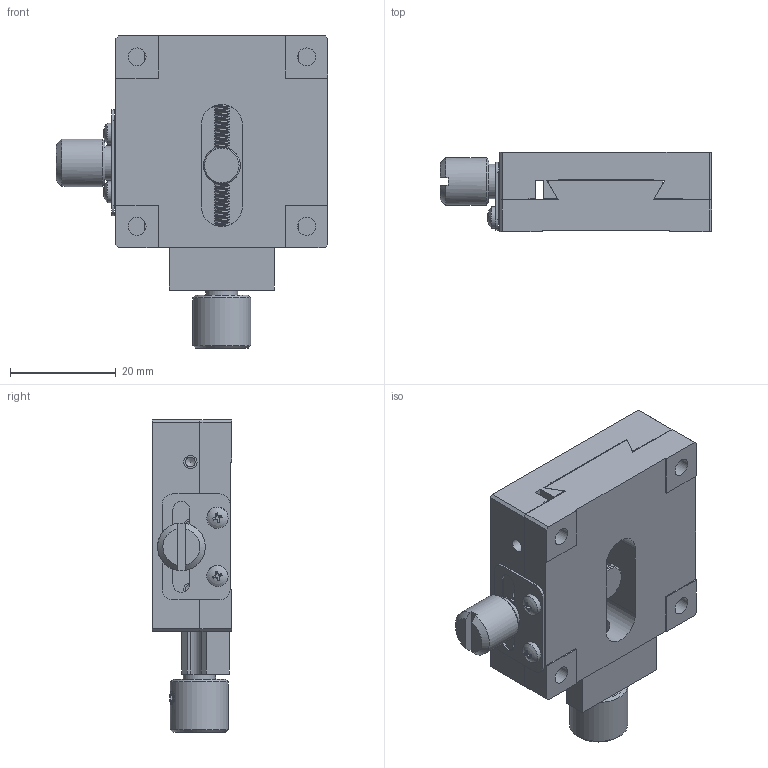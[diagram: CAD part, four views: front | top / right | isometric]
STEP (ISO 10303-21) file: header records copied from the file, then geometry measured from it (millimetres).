
FILE_DESCRIPTION (( 'STEP AP203' ), '1' );
FILE_NAME ('528763.STEP', '2025-03-24T01:06:44', ( 'Windows User' ), ( 'P R C' ), 'SwSTEP 2.0', 'SolidWorks 2020', '' );
FILE_SCHEMA (( 'CONFIG_CONTROL_DESIGN' ));
Length unit declared in the file: millimetre
Products named in the file (1): 528763
Bounding box: 51.25 x 15 x 59 mm (x, y, z)
Volume: 23619.7 mm3; surface area: 15627.7 mm2
Topology: 15 solids, 15 shells, 690 faces, 1812 edges, 1188 vertices
Faces by surface type: plane 465, cylinder 88, bspline 87, cone 46, sphere 2, torus 2
Full cylindrical faces by diameter (mm): 1.6 x6, 2 x4, 2.05 x3, 2.4 x2, 2.5 x15, 2.7 x2, 2.9 x1, 3 x2, 3.4 x4, 3.8 x2, 4 x5, 4.1 x1, 4.3 x2, 4.5 x1, 4.6 x2, 4.7 x1, 6 x2, 6.094 x1, 6.5 x5, 6.9 x1, 7 x1, 9 x1, 11 x1
Entity records: 44650 total; most frequent: CARTESIAN_POINT 29123, ORIENTED_EDGE 3328, DIRECTION 2655, EDGE_CURVE 1664, VERTEX_POINT 1151, VECTOR 983, LINE 983, EDGE_LOOP 891
